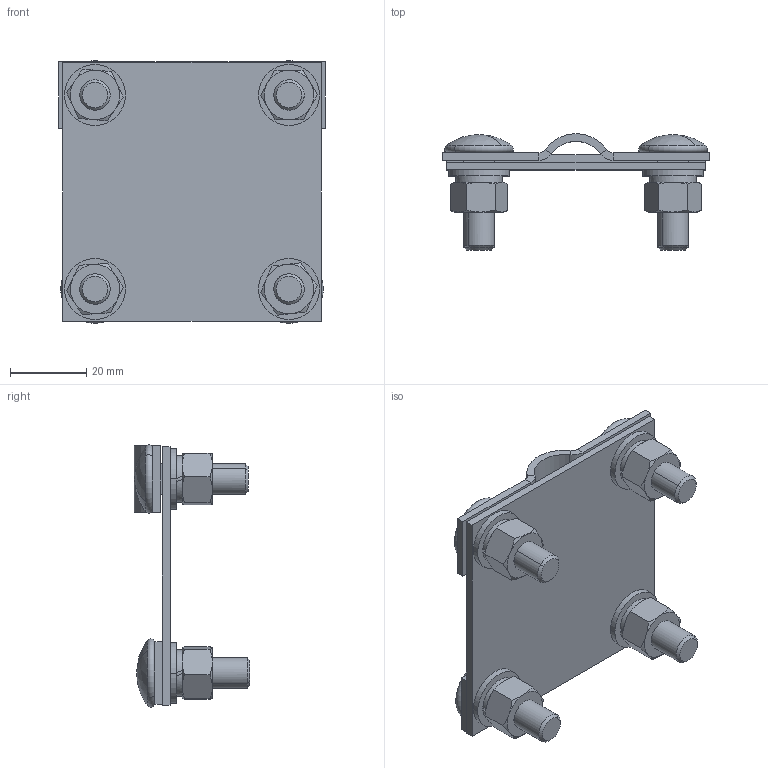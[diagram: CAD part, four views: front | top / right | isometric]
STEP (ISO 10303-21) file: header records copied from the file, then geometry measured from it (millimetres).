
FILE_DESCRIPTION (( 'STEP AP203' ), '1' );
FILE_NAME ('0305 Êîíòðîëüíîå (ïðîáíîå) ñîåäèíåíèå.STEP', '2024-04-23T08:16:52', ( '' ), ( '' ), 'SwSTEP 2.0', 'SolidWorks 2022', '' );
FILE_SCHEMA (( 'CONFIG_CONTROL_DESIGN' ));
Length unit declared in the file: millimetre
Products named in the file (8): ГОСТ 6402-70_Шайба 8Л ГОСТ 6402-70; 0106.001 Пластина; square neck bolt 02_iso_ISO 8678-M8x25-19.5-N; hex nut gradec_iso_ISO - 4034 - M8 - N; 0305 Контрольное (пробное) соединение; 0305.002 Пластина; 0305.001 Пластина; ГОСТ 11371-78_Шайба A.8 ГОСТ 11371-78
Assembly tree (19 placements, depth 2):
  0305 Контрольное (пробное) соединение
    0305.001 Пластина
    0305.002 Пластина
    0106.001 Пластина
    square neck bolt 02_iso_ISO 8678-M8x25-19.5-N  x4
    hex nut gradec_iso_ISO - 4034 - M8 - N  x4
    ГОСТ 6402-70_Шайба 8Л ГОСТ 6402-70  x4
    ГОСТ 11371-78_Шайба A.8 ГОСТ 11371-78  x4
Bounding box: 70 x 30.46 x 68.93 mm (x, y, z)
Volume: 26127 mm3; surface area: 25033.2 mm2
Topology: 19 solids, 19 shells, 378 faces, 872 edges, 504 vertices
Faces by surface type: plane 140, cone 92, cylinder 78, bspline 32, torus 28, sphere 8
Entity records: 5587 total; most frequent: CARTESIAN_POINT 1159, DIRECTION 677, ORIENTED_EDGE 666, EDGE_CURVE 333, AXIS2_PLACEMENT_3D 242, VERTEX_POINT 204, LINE 193, VECTOR 193
